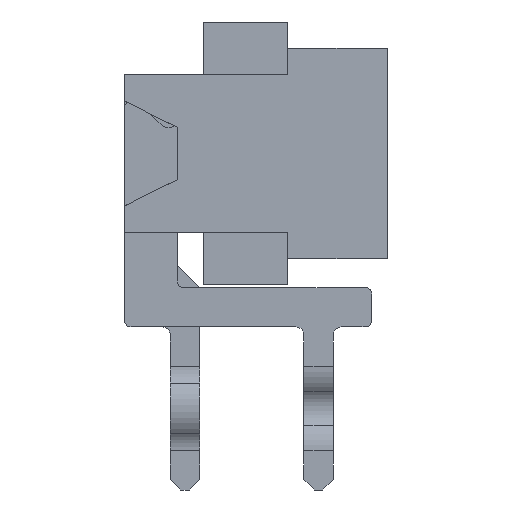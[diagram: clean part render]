
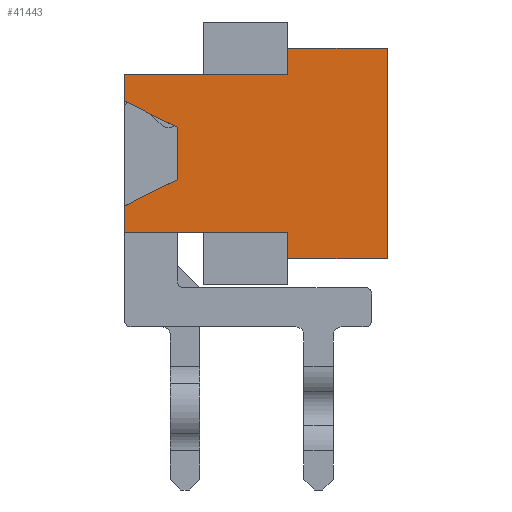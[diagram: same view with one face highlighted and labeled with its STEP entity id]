
A CAD part, front view. The second image highlights one B-rep face of the part: STEP entity #41443.
In plain terms, the highlighted face is planar.
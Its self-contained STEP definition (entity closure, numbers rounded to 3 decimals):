
#5222=ORIENTED_EDGE('',*,*,#16516,.F.);
#5223=ORIENTED_EDGE('',*,*,#16528,.F.);
#5224=ORIENTED_EDGE('',*,*,#16535,.T.);
#5225=ORIENTED_EDGE('',*,*,#14894,.F.);
#5226=ORIENTED_EDGE('',*,*,#14880,.T.);
#5227=ORIENTED_EDGE('',*,*,#16536,.F.);
#5228=ORIENTED_EDGE('',*,*,#16537,.F.);
#5229=ORIENTED_EDGE('',*,*,#16538,.T.);
#5230=ORIENTED_EDGE('',*,*,#16539,.T.);
#5231=ORIENTED_EDGE('',*,*,#14893,.T.);
#5232=ORIENTED_EDGE('',*,*,#14874,.F.);
#5233=ORIENTED_EDGE('',*,*,#16530,.F.);
#5234=ORIENTED_EDGE('',*,*,#15613,.F.);
#5235=ORIENTED_EDGE('',*,*,#15623,.F.);
#14874=EDGE_CURVE('',#21103,#21104,#25222,.T.);
#14880=EDGE_CURVE('',#21110,#21109,#25228,.T.);
#14893=EDGE_CURVE('',#21119,#21104,#25241,.T.);
#14894=EDGE_CURVE('',#21110,#21120,#25242,.T.);
#15613=EDGE_CURVE('',#21585,#21586,#25961,.T.);
#15623=EDGE_CURVE('',#21589,#21585,#25971,.T.);
#16516=EDGE_CURVE('',#22055,#21589,#26864,.T.);
#16528=EDGE_CURVE('',#22056,#22055,#26876,.T.);
#16530=EDGE_CURVE('',#21586,#21103,#26878,.T.);
#16535=EDGE_CURVE('',#22056,#21120,#26883,.T.);
#16536=EDGE_CURVE('',#22057,#21109,#26884,.T.);
#16537=EDGE_CURVE('',#22058,#22057,#26885,.T.);
#16538=EDGE_CURVE('',#22058,#22059,#26886,.T.);
#16539=EDGE_CURVE('',#22059,#21119,#26887,.T.);
#21103=VERTEX_POINT('',#59432);
#21104=VERTEX_POINT('',#59434);
#21109=VERTEX_POINT('',#59445);
#21110=VERTEX_POINT('',#59447);
#21119=VERTEX_POINT('',#59470);
#21120=VERTEX_POINT('',#59475);
#21585=VERTEX_POINT('',#60897);
#21586=VERTEX_POINT('',#60898);
#21589=VERTEX_POINT('',#60913);
#22055=VERTEX_POINT('',#62624);
#22056=VERTEX_POINT('',#62648);
#22057=VERTEX_POINT('',#62660);
#22058=VERTEX_POINT('',#62662);
#22059=VERTEX_POINT('',#62664);
#25222=LINE('',#59433,#30198);
#25228=LINE('',#59446,#30204);
#25241=LINE('',#59472,#30217);
#25242=LINE('',#59474,#30218);
#25961=LINE('',#60896,#30937);
#25971=LINE('',#60914,#30947);
#26864=LINE('',#62623,#31840);
#26876=LINE('',#62647,#31852);
#26878=LINE('',#62651,#31854);
#26883=LINE('',#62658,#31859);
#26884=LINE('',#62659,#31860);
#26885=LINE('',#62661,#31861);
#26886=LINE('',#62663,#31862);
#26887=LINE('',#62665,#31863);
#30198=VECTOR('',#47209,1000.);
#30204=VECTOR('',#47217,1000.);
#30217=VECTOR('',#47236,1000.);
#30218=VECTOR('',#47239,1000.);
#30937=VECTOR('',#48434,1000.);
#30947=VECTOR('',#48450,1000.);
#31840=VECTOR('',#50045,1000.);
#31852=VECTOR('',#50079,1000.);
#31854=VECTOR('',#50083,1000.);
#31859=VECTOR('',#50092,1000.);
#31860=VECTOR('',#50093,1000.);
#31861=VECTOR('',#50094,1000.);
#31862=VECTOR('',#50095,1000.);
#31863=VECTOR('',#50096,1000.);
#35413=EDGE_LOOP('',(#5222,#5223,#5224,#5225,#5226,#5227,#5228,#5229,#5230,
#5231,#5232,#5233,#5234,#5235));
#37659=FACE_BOUND('',#35413,.T.);
#39905=PLANE('',#43849);
#41443=ADVANCED_FACE('',(#37659),#39905,.F.);
#43849=AXIS2_PLACEMENT_3D('',#62657,#50090,#50091);
#47209=DIRECTION('',(0.,0.,1.));
#47217=DIRECTION('',(0.,-1.,0.));
#47236=DIRECTION('',(0.,0.,-1.));
#47239=DIRECTION('',(0.,0.,-1.));
#48434=DIRECTION('',(0.,0.447,-0.894));
#48450=DIRECTION('',(0.,1.,0.));
#50045=DIRECTION('',(0.,0.447,0.894));
#50079=DIRECTION('',(0.,1.,0.));
#50083=DIRECTION('',(0.,1.,0.));
#50090=DIRECTION('',(1.,0.,0.));
#50091=DIRECTION('',(0.,0.,-1.));
#50092=DIRECTION('',(0.,0.,1.));
#50093=DIRECTION('',(0.,0.,-1.));
#50094=DIRECTION('',(0.,-1.,0.));
#50095=DIRECTION('',(0.,0.,-1.));
#50096=DIRECTION('',(0.,-1.,0.));
#59432=CARTESIAN_POINT('',(-15.505,1.5,-1.5));
#59433=CARTESIAN_POINT('',(-15.505,1.5,-1.5));
#59434=CARTESIAN_POINT('',(-15.505,1.5,0.));
#59445=CARTESIAN_POINT('',(-15.505,-2.,1.6));
#59446=CARTESIAN_POINT('',(-15.505,2.,1.6));
#59447=CARTESIAN_POINT('',(-15.505,-1.5,1.6));
#59470=CARTESIAN_POINT('',(-15.505,1.5,1.6));
#59472=CARTESIAN_POINT('',(-15.505,1.5,33.241));
#59474=CARTESIAN_POINT('',(-15.505,-1.5,33.241));
#59475=CARTESIAN_POINT('',(-15.505,-1.5,0.));
#60896=CARTESIAN_POINT('',(-15.505,-0.8,2.1));
#60897=CARTESIAN_POINT('',(-15.505,0.5,-0.5));
#60898=CARTESIAN_POINT('',(-15.505,1.,-1.5));
#60913=CARTESIAN_POINT('',(-15.505,-0.5,-0.5));
#60914=CARTESIAN_POINT('',(-15.505,2.,-0.5));
#62623=CARTESIAN_POINT('',(-15.505,1.6,3.7));
#62624=CARTESIAN_POINT('',(-15.505,-1.,-1.5));
#62647=CARTESIAN_POINT('',(-15.505,-1.5,-1.5));
#62648=CARTESIAN_POINT('',(-15.505,-1.5,-1.5));
#62651=CARTESIAN_POINT('',(-15.505,-1.5,-1.5));
#62657=CARTESIAN_POINT('',(-15.505,2.,3.5));
#62658=CARTESIAN_POINT('',(-15.505,-1.5,-1.5));
#62659=CARTESIAN_POINT('',(-15.505,-2.,3.5));
#62660=CARTESIAN_POINT('',(-15.505,-2.,3.5));
#62661=CARTESIAN_POINT('',(-15.505,2.,3.5));
#62662=CARTESIAN_POINT('',(-15.505,2.,3.5));
#62663=CARTESIAN_POINT('',(-15.505,2.,3.5));
#62664=CARTESIAN_POINT('',(-15.505,2.,1.6));
#62665=CARTESIAN_POINT('',(-15.505,2.,1.6));
